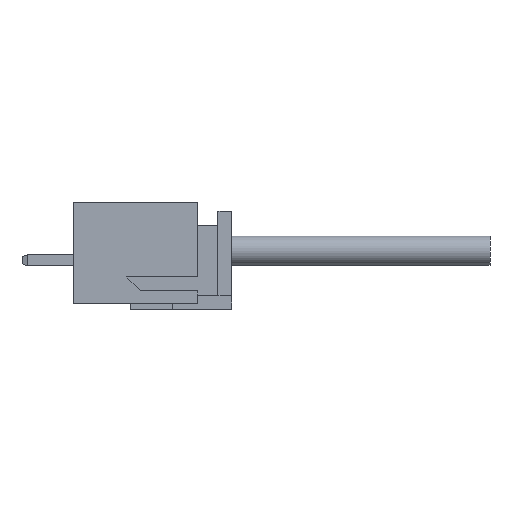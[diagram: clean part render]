
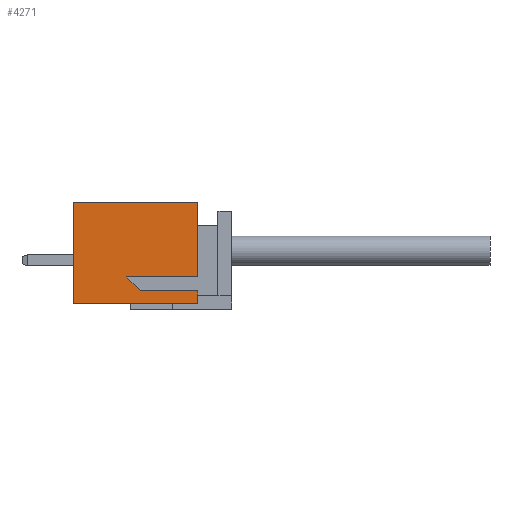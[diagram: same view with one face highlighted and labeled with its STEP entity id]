
A CAD part, left-side view. The second image highlights one B-rep face of the part: STEP entity #4271.
In plain terms, the highlighted planar face has unit normal (-1, 0, 0).
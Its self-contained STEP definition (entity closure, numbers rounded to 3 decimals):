
#183 = VECTOR ( 'NONE', #6001, 1000. ) ;
#623 = EDGE_CURVE ( 'NONE', #5823, #8731, #10291, .T. ) ;
#632 = ORIENTED_EDGE ( 'NONE', *, *, #14571, .T. ) ;
#940 = VERTEX_POINT ( 'NONE', #16409 ) ;
#1465 = CARTESIAN_POINT ( 'NONE',  ( -8.587, -2.489, 0.711 ) ) ;
#1486 = VECTOR ( 'NONE', #10204, 1000. ) ;
#1487 = DIRECTION ( 'NONE',  ( 0., 1., 0. ) ) ;
#1598 = CARTESIAN_POINT ( 'NONE',  ( -8.587, -2.489, 0.711 ) ) ;
#1642 = EDGE_CURVE ( 'NONE', #4803, #12664, #15740, .T. ) ;
#1686 = CARTESIAN_POINT ( 'NONE',  ( -8.587, -0.965, 7.214 ) ) ;
#2029 = EDGE_CURVE ( 'NONE', #12664, #9264, #8606, .T. ) ;
#2570 = EDGE_CURVE ( 'NONE', #11483, #5823, #12586, .T. ) ;
#2807 = CARTESIAN_POINT ( 'NONE',  ( -8.587, 3.353, 7.214 ) ) ;
#3168 = DIRECTION ( 'NONE',  ( 0., 0.707, -0.707 ) ) ;
#3323 = EDGE_LOOP ( 'NONE', ( #632, #6722, #13637, #15997, #6812, #13092, #12425, #14259 ) ) ;
#3874 = LINE ( 'NONE', #7702, #13962 ) ;
#3897 = CARTESIAN_POINT ( 'NONE',  ( -8.587, 3.353, 0.711 ) ) ;
#4271 = ADVANCED_FACE ( 'NONE', ( #16032 ), #12111, .T. ) ;
#4459 = CARTESIAN_POINT ( 'NONE',  ( -8.587, -2.489, 7.214 ) ) ;
#4803 = VERTEX_POINT ( 'NONE', #16469 ) ;
#5816 = CARTESIAN_POINT ( 'NONE',  ( -8.587, -1.778, 3.886 ) ) ;
#5823 = VERTEX_POINT ( 'NONE', #1686 ) ;
#6001 = DIRECTION ( 'NONE',  ( 0., 0., -1. ) ) ;
#6722 = ORIENTED_EDGE ( 'NONE', *, *, #2570, .T. ) ;
#6812 = ORIENTED_EDGE ( 'NONE', *, *, #15497, .F. ) ;
#7053 = DIRECTION ( 'NONE',  ( 0., 0., 1. ) ) ;
#7702 = CARTESIAN_POINT ( 'NONE',  ( -8.587, -2.489, 0. ) ) ;
#8021 = LINE ( 'NONE', #1465, #12944 ) ;
#8163 = DIRECTION ( 'NONE',  ( -1., 0., 0. ) ) ;
#8606 = LINE ( 'NONE', #13512, #183 ) ;
#8710 = CARTESIAN_POINT ( 'NONE',  ( -8.587, -0.965, 3.073 ) ) ;
#8731 = VERTEX_POINT ( 'NONE', #2807 ) ;
#8759 = CARTESIAN_POINT ( 'NONE',  ( -8.587, 3.353, 0. ) ) ;
#8796 = CARTESIAN_POINT ( 'NONE',  ( -8.587, -0.965, 3.073 ) ) ;
#8924 = CARTESIAN_POINT ( 'NONE',  ( -8.587, -2.489, 7.214 ) ) ;
#9264 = VERTEX_POINT ( 'NONE', #5816 ) ;
#9603 = CARTESIAN_POINT ( 'NONE',  ( -8.587, -1.778, 3.886 ) ) ;
#9939 = LINE ( 'NONE', #9603, #15111 ) ;
#10204 = DIRECTION ( 'NONE',  ( 0., 1., 0. ) ) ;
#10291 = LINE ( 'NONE', #8924, #1486 ) ;
#10309 = EDGE_CURVE ( 'NONE', #8731, #16111, #10431, .T. ) ;
#10431 = LINE ( 'NONE', #3897, #15402 ) ;
#11483 = VERTEX_POINT ( 'NONE', #8796 ) ;
#11800 = DIRECTION ( 'NONE',  ( 0., 0., -1. ) ) ;
#12111 = PLANE ( 'NONE',  #12196 ) ;
#12196 = AXIS2_PLACEMENT_3D ( 'NONE', #1598, #8163, #7053 ) ;
#12242 = VECTOR ( 'NONE', #15916, 1000. ) ;
#12425 = ORIENTED_EDGE ( 'NONE', *, *, #1642, .T. ) ;
#12586 = LINE ( 'NONE', #8710, #15124 ) ;
#12664 = VERTEX_POINT ( 'NONE', #12975 ) ;
#12944 = VECTOR ( 'NONE', #11800, 1000. ) ;
#12975 = CARTESIAN_POINT ( 'NONE',  ( -8.587, -1.778, 7.214 ) ) ;
#13092 = ORIENTED_EDGE ( 'NONE', *, *, #15857, .F. ) ;
#13512 = CARTESIAN_POINT ( 'NONE',  ( -8.587, -1.778, 7.214 ) ) ;
#13637 = ORIENTED_EDGE ( 'NONE', *, *, #623, .T. ) ;
#13962 = VECTOR ( 'NONE', #1487, 1000. ) ;
#14259 = ORIENTED_EDGE ( 'NONE', *, *, #2029, .T. ) ;
#14571 = EDGE_CURVE ( 'NONE', #9264, #11483, #9939, .T. ) ;
#15111 = VECTOR ( 'NONE', #3168, 1000. ) ;
#15124 = VECTOR ( 'NONE', #16174, 1000. ) ;
#15402 = VECTOR ( 'NONE', #15693, 1000. ) ;
#15497 = EDGE_CURVE ( 'NONE', #940, #16111, #3874, .T. ) ;
#15693 = DIRECTION ( 'NONE',  ( 0., 0., -1. ) ) ;
#15740 = LINE ( 'NONE', #4459, #12242 ) ;
#15857 = EDGE_CURVE ( 'NONE', #4803, #940, #8021, .T. ) ;
#15916 = DIRECTION ( 'NONE',  ( 0., 1., 0. ) ) ;
#15997 = ORIENTED_EDGE ( 'NONE', *, *, #10309, .T. ) ;
#16032 = FACE_OUTER_BOUND ( 'NONE', #3323, .T. ) ;
#16111 = VERTEX_POINT ( 'NONE', #8759 ) ;
#16174 = DIRECTION ( 'NONE',  ( 0., 0., 1. ) ) ;
#16409 = CARTESIAN_POINT ( 'NONE',  ( -8.587, -2.489, 0. ) ) ;
#16469 = CARTESIAN_POINT ( 'NONE',  ( -8.587, -2.489, 7.214 ) ) ;
